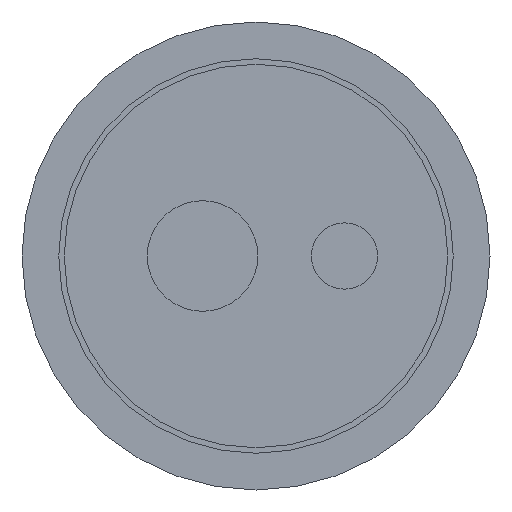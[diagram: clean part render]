
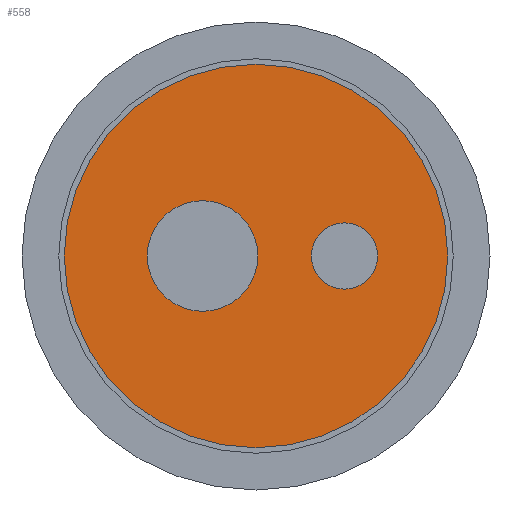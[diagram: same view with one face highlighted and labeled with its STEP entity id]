
A CAD part, front view. The second image highlights one B-rep face of the part: STEP entity #558.
In plain terms, the highlighted planar face has unit normal (0, -1, 0).
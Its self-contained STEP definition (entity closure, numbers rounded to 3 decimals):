
#209=CARTESIAN_POINT('',(0.,-0.6,0.));
#210=DIRECTION('',(0.,-1.,0.));
#211=DIRECTION('',(-1.,0.,0.));
#212=AXIS2_PLACEMENT_3D('',#209,#210,#211);
#217=CARTESIAN_POINT('',(0.,-0.6,0.));
#218=DIRECTION('',(0.,1.,0.));
#219=DIRECTION('',(-1.,0.,0.));
#220=AXIS2_PLACEMENT_3D('',#217,#218,#219);
#225=CARTESIAN_POINT('',(-1.45,-0.6,0.));
#226=DIRECTION('',(0.,-1.,0.));
#227=DIRECTION('',(1.,0.,0.));
#228=AXIS2_PLACEMENT_3D('',#225,#226,#227);
#233=CARTESIAN_POINT('',(-1.45,-0.6,0.));
#234=DIRECTION('',(0.,-1.,0.));
#235=DIRECTION('',(-1.,0.,0.));
#236=AXIS2_PLACEMENT_3D('',#233,#234,#235);
#241=CARTESIAN_POINT('',(2.4,-0.6,0.));
#242=DIRECTION('',(0.,-1.,0.));
#243=DIRECTION('',(1.,0.,0.));
#244=AXIS2_PLACEMENT_3D('',#241,#242,#243);
#249=CARTESIAN_POINT('',(2.4,-0.6,0.));
#250=DIRECTION('',(0.,-1.,0.));
#251=DIRECTION('',(-1.,0.,0.));
#252=AXIS2_PLACEMENT_3D('',#249,#250,#251);
#341=CARTESIAN_POINT('',(-5.2,-0.6,0.));
#342=CARTESIAN_POINT('',(5.2,-0.6,0.));
#343=VERTEX_POINT('',#341);
#344=VERTEX_POINT('',#342);
#353=CARTESIAN_POINT('',(0.05,-0.6,0.));
#354=CARTESIAN_POINT('',(-2.95,-0.6,0.));
#355=VERTEX_POINT('',#353);
#356=VERTEX_POINT('',#354);
#361=CARTESIAN_POINT('',(3.3,-0.6,0.));
#362=CARTESIAN_POINT('',(1.5,-0.6,0.));
#363=VERTEX_POINT('',#361);
#364=VERTEX_POINT('',#362);
#537=CARTESIAN_POINT('',(0.,-0.6,0.));
#538=DIRECTION('',(0.,1.,0.));
#539=DIRECTION('',(1.,0.,0.));
#540=AXIS2_PLACEMENT_3D('',#537,#538,#539);
#541=PLANE('',#540);
#542=ORIENTED_EDGE('',*,*,#531,.F.);
#543=ORIENTED_EDGE('',*,*,#517,.T.);
#544=EDGE_LOOP('',(#542,#543));
#545=FACE_OUTER_BOUND('',#544,.F.);
#547=ORIENTED_EDGE('',*,*,#546,.T.);
#549=ORIENTED_EDGE('',*,*,#548,.T.);
#550=EDGE_LOOP('',(#547,#549));
#551=FACE_BOUND('',#550,.F.);
#553=ORIENTED_EDGE('',*,*,#552,.T.);
#555=ORIENTED_EDGE('',*,*,#554,.T.);
#556=EDGE_LOOP('',(#553,#555));
#557=FACE_BOUND('',#556,.F.);
#558=ADVANCED_FACE('',(#545,#551,#557),#541,.F.);
#213=CIRCLE('',#212,5.2);
#221=CIRCLE('',#220,5.2);
#229=CIRCLE('',#228,1.5);
#237=CIRCLE('',#236,1.5);
#245=CIRCLE('',#244,0.9);
#253=CIRCLE('',#252,0.9);
#517=EDGE_CURVE('',#343,#344,#221,.T.);
#531=EDGE_CURVE('',#343,#344,#213,.T.);
#546=EDGE_CURVE('',#355,#356,#229,.T.);
#548=EDGE_CURVE('',#356,#355,#237,.T.);
#552=EDGE_CURVE('',#363,#364,#245,.T.);
#554=EDGE_CURVE('',#364,#363,#253,.T.);
